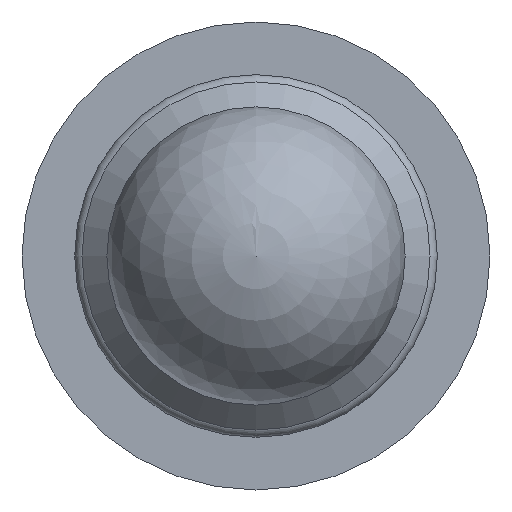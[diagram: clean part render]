
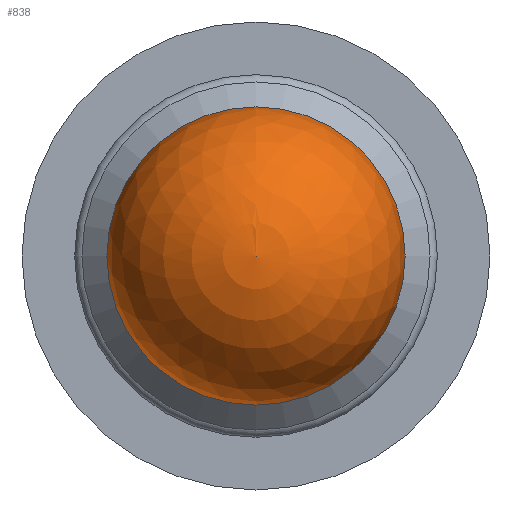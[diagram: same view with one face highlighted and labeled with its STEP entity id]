
A CAD part, front view. The second image highlights one B-rep face of the part: STEP entity #838.
In plain terms, the highlighted spherical face has radius 12.75 mm.
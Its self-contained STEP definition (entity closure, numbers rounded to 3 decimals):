
#149=FACE_OUTER_BOUND('',#205,.T.);
#205=EDGE_LOOP('',(#551,#552,#553,#554));
#282=CIRCLE('',#917,12.75);
#283=CIRCLE('',#918,12.75);
#284=CIRCLE('',#919,12.75);
#362=VERTEX_POINT('',#1356);
#363=VERTEX_POINT('',#1357);
#364=VERTEX_POINT('',#1359);
#440=EDGE_CURVE('',#362,#363,#282,.T.);
#441=EDGE_CURVE('',#363,#364,#283,.T.);
#442=EDGE_CURVE('',#363,#362,#284,.T.);
#551=ORIENTED_EDGE('',*,*,#440,.T.);
#552=ORIENTED_EDGE('',*,*,#441,.T.);
#553=ORIENTED_EDGE('',*,*,#441,.F.);
#554=ORIENTED_EDGE('',*,*,#442,.T.);
#773=SPHERICAL_SURFACE('',#916,12.75);
#838=ADVANCED_FACE('',(#149),#773,.T.);
#916=AXIS2_PLACEMENT_3D('',#1355,#1053,#1054);
#917=AXIS2_PLACEMENT_3D('',#1358,#1055,#1056);
#918=AXIS2_PLACEMENT_3D('',#1360,#1057,#1058);
#919=AXIS2_PLACEMENT_3D('',#1361,#1059,#1060);
#1053=DIRECTION('center_axis',(0.,1.,0.));
#1054=DIRECTION('ref_axis',(0.,0.,-1.));
#1055=DIRECTION('center_axis',(0.,-1.,0.));
#1056=DIRECTION('ref_axis',(1.,0.,0.));
#1057=DIRECTION('center_axis',(1.,0.,0.));
#1058=DIRECTION('ref_axis',(0.,0.,1.));
#1059=DIRECTION('center_axis',(0.,-1.,0.));
#1060=DIRECTION('ref_axis',(1.,0.,0.));
#1355=CARTESIAN_POINT('Origin',(0.,12.75,0.));
#1356=CARTESIAN_POINT('',(-12.75,12.75,0.));
#1357=CARTESIAN_POINT('',(0.,12.75,12.75));
#1358=CARTESIAN_POINT('Origin',(0.,12.75,0.));
#1359=CARTESIAN_POINT('',(0.,0.,0.));
#1360=CARTESIAN_POINT('Origin',(0.,12.75,0.));
#1361=CARTESIAN_POINT('Origin',(0.,12.75,0.));
